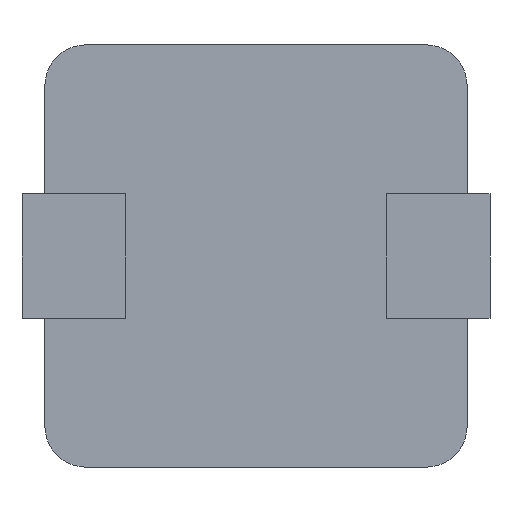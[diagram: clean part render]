
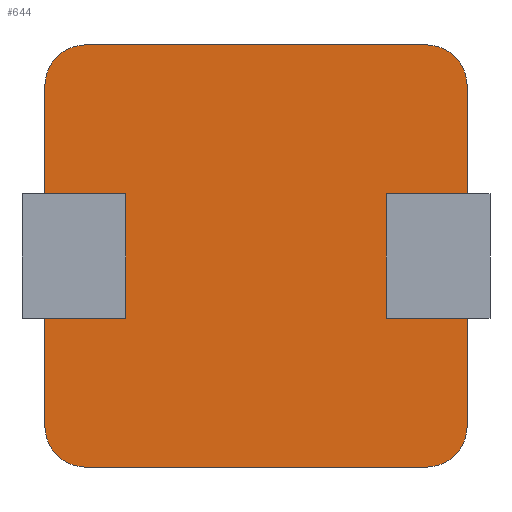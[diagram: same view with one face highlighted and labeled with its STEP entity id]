
A CAD part, front view. The second image highlights one B-rep face of the part: STEP entity #644.
In plain terms, the highlighted planar face has unit normal (0, -1, 0).
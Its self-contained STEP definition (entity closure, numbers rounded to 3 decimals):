
#4 = DIRECTION ( 'NONE',  ( 0., 0., -1. ) ) ;
#16 = ORIENTED_EDGE ( 'NONE', *, *, #455, .F. ) ;
#23 = DIRECTION ( 'NONE',  ( 0., 0., -1. ) ) ;
#24 = VECTOR ( 'NONE', #951, 1000. ) ;
#43 = AXIS2_PLACEMENT_3D ( 'NONE', #943, #351, #1211 ) ;
#44 = CARTESIAN_POINT ( 'NONE',  ( 3.15, 0., -1.5 ) ) ;
#68 = EDGE_CURVE ( 'NONE', #272, #1344, #1268, .T. ) ;
#73 = EDGE_CURVE ( 'NONE', #655, #117, #1060, .T. ) ;
#80 = CARTESIAN_POINT ( 'NONE',  ( 5.1, 0., -1.5 ) ) ;
#105 = CARTESIAN_POINT ( 'NONE',  ( -5.65, 0., -1.5 ) ) ;
#108 = VERTEX_POINT ( 'NONE', #124 ) ;
#111 = DIRECTION ( 'NONE',  ( 0., 0., 1. ) ) ;
#113 = DIRECTION ( 'NONE',  ( 1., 0., 0. ) ) ;
#115 = VECTOR ( 'NONE', #113, 1000. ) ;
#117 = VERTEX_POINT ( 'NONE', #1292 ) ;
#124 = CARTESIAN_POINT ( 'NONE',  ( -5.1, 0., 4.1 ) ) ;
#129 = EDGE_CURVE ( 'NONE', #304, #117, #1118, .T. ) ;
#130 = DIRECTION ( 'NONE',  ( 0., 0., 1. ) ) ;
#145 = EDGE_CURVE ( 'NONE', #1304, #1294, #870, .T. ) ;
#167 = AXIS2_PLACEMENT_3D ( 'NONE', #860, #630, #1273 ) ;
#177 = CARTESIAN_POINT ( 'NONE',  ( 5.1, 0., -4.1 ) ) ;
#181 = CARTESIAN_POINT ( 'NONE',  ( -4.1, 0., 4.1 ) ) ;
#195 = LINE ( 'NONE', #1131, #1302 ) ;
#198 = ORIENTED_EDGE ( 'NONE', *, *, #841, .T. ) ;
#202 = CARTESIAN_POINT ( 'NONE',  ( 5.65, 0., 1.5 ) ) ;
#203 = DIRECTION ( 'NONE',  ( 0., 0., -1. ) ) ;
#209 = EDGE_CURVE ( 'NONE', #372, #272, #544, .T. ) ;
#255 = DIRECTION ( 'NONE',  ( 0., -1., 0. ) ) ;
#272 = VERTEX_POINT ( 'NONE', #804 ) ;
#282 = CARTESIAN_POINT ( 'NONE',  ( 5.1, 0., 5.1 ) ) ;
#285 = VERTEX_POINT ( 'NONE', #1125 ) ;
#304 = VERTEX_POINT ( 'NONE', #799 ) ;
#310 = LINE ( 'NONE', #387, #700 ) ;
#351 = DIRECTION ( 'NONE',  ( 0., -1., 0. ) ) ;
#362 = CIRCLE ( 'NONE', #43, 1. ) ;
#370 = DIRECTION ( 'NONE',  ( -1., 0., 0. ) ) ;
#372 = VERTEX_POINT ( 'NONE', #1319 ) ;
#387 = CARTESIAN_POINT ( 'NONE',  ( -5.1, 0., 5.1 ) ) ;
#411 = ORIENTED_EDGE ( 'NONE', *, *, #1219, .T. ) ;
#423 = VERTEX_POINT ( 'NONE', #1370 ) ;
#451 = CARTESIAN_POINT ( 'NONE',  ( 4.1, 0., 4.1 ) ) ;
#453 = EDGE_CURVE ( 'NONE', #655, #108, #917, .T. ) ;
#454 = VERTEX_POINT ( 'NONE', #624 ) ;
#455 = EDGE_CURVE ( 'NONE', #825, #1168, #1158, .T. ) ;
#470 = FACE_OUTER_BOUND ( 'NONE', #1269, .T. ) ;
#482 = LINE ( 'NONE', #1323, #923 ) ;
#500 = DIRECTION ( 'NONE',  ( 0., 0., 1. ) ) ;
#513 = VECTOR ( 'NONE', #111, 1000. ) ;
#514 = VERTEX_POINT ( 'NONE', #1271 ) ;
#515 = EDGE_CURVE ( 'NONE', #514, #108, #310, .T. ) ;
#516 = AXIS2_PLACEMENT_3D ( 'NONE', #1222, #255, #572 ) ;
#519 = CARTESIAN_POINT ( 'NONE',  ( -5.1, 0., -5.1 ) ) ;
#521 = ORIENTED_EDGE ( 'NONE', *, *, #594, .F. ) ;
#534 = VECTOR ( 'NONE', #130, 1000. ) ;
#538 = ORIENTED_EDGE ( 'NONE', *, *, #453, .T. ) ;
#544 = LINE ( 'NONE', #767, #534 ) ;
#566 = ORIENTED_EDGE ( 'NONE', *, *, #1130, .F. ) ;
#568 = PLANE ( 'NONE',  #516 ) ;
#572 = DIRECTION ( 'NONE',  ( 0., 0., -1. ) ) ;
#594 = EDGE_CURVE ( 'NONE', #1344, #1086, #1098, .T. ) ;
#620 = ORIENTED_EDGE ( 'NONE', *, *, #209, .F. ) ;
#623 = CARTESIAN_POINT ( 'NONE',  ( -3.15, 0., 1.5 ) ) ;
#624 = CARTESIAN_POINT ( 'NONE',  ( 4.1, 0., -5.1 ) ) ;
#626 = DIRECTION ( 'NONE',  ( 1., 0., 0. ) ) ;
#630 = DIRECTION ( 'NONE',  ( 0., -1., 0. ) ) ;
#635 = DIRECTION ( 'NONE',  ( 0., 0., -1. ) ) ;
#644 = ADVANCED_FACE ( 'NONE', ( #470 ), #568, .T. ) ;
#655 = VERTEX_POINT ( 'NONE', #1353 ) ;
#700 = VECTOR ( 'NONE', #500, 1000. ) ;
#717 = ORIENTED_EDGE ( 'NONE', *, *, #723, .F. ) ;
#723 = EDGE_CURVE ( 'NONE', #1086, #514, #482, .T. ) ;
#731 = CARTESIAN_POINT ( 'NONE',  ( 5.1, 0., 5.1 ) ) ;
#762 = DIRECTION ( 'NONE',  ( 0., 0., 1. ) ) ;
#767 = CARTESIAN_POINT ( 'NONE',  ( -5.1, 0., 5.1 ) ) ;
#779 = CARTESIAN_POINT ( 'NONE',  ( 3.15, 0., -1.5 ) ) ;
#799 = CARTESIAN_POINT ( 'NONE',  ( 5.1, 0., 4.1 ) ) ;
#804 = CARTESIAN_POINT ( 'NONE',  ( -5.1, 0., -1.5 ) ) ;
#812 = ORIENTED_EDGE ( 'NONE', *, *, #515, .F. ) ;
#816 = DIRECTION ( 'NONE',  ( 1., 0., 0. ) ) ;
#825 = VERTEX_POINT ( 'NONE', #80 ) ;
#830 = ORIENTED_EDGE ( 'NONE', *, *, #68, .F. ) ;
#838 = LINE ( 'NONE', #202, #1019 ) ;
#841 = EDGE_CURVE ( 'NONE', #372, #423, #1104, .T. ) ;
#851 = AXIS2_PLACEMENT_3D ( 'NONE', #451, #886, #23 ) ;
#860 = CARTESIAN_POINT ( 'NONE',  ( -4.1, 0., -4.1 ) ) ;
#870 = LINE ( 'NONE', #779, #1295 ) ;
#886 = DIRECTION ( 'NONE',  ( 0., -1., 0. ) ) ;
#889 = ORIENTED_EDGE ( 'NONE', *, *, #129, .T. ) ;
#893 = CARTESIAN_POINT ( 'NONE',  ( -5.1, 0., 5.1 ) ) ;
#917 = CIRCLE ( 'NONE', #1100, 1. ) ;
#923 = VECTOR ( 'NONE', #370, 1000. ) ;
#924 = LINE ( 'NONE', #282, #1170 ) ;
#943 = CARTESIAN_POINT ( 'NONE',  ( 4.1, 0., -4.1 ) ) ;
#951 = DIRECTION ( 'NONE',  ( -1., 0., 0. ) ) ;
#991 = VECTOR ( 'NONE', #203, 1000. ) ;
#1019 = VECTOR ( 'NONE', #816, 1000. ) ;
#1026 = ORIENTED_EDGE ( 'NONE', *, *, #1175, .F. ) ;
#1049 = DIRECTION ( 'NONE',  ( -1., 0., 0. ) ) ;
#1060 = LINE ( 'NONE', #893, #115 ) ;
#1076 = EDGE_CURVE ( 'NONE', #1294, #285, #838, .T. ) ;
#1086 = VERTEX_POINT ( 'NONE', #623 ) ;
#1098 = LINE ( 'NONE', #1194, #513 ) ;
#1100 = AXIS2_PLACEMENT_3D ( 'NONE', #181, #1266, #635 ) ;
#1104 = CIRCLE ( 'NONE', #167, 1. ) ;
#1118 = CIRCLE ( 'NONE', #851, 1. ) ;
#1125 = CARTESIAN_POINT ( 'NONE',  ( 5.1, 0., 1.5 ) ) ;
#1128 = ORIENTED_EDGE ( 'NONE', *, *, #1192, .T. ) ;
#1130 = EDGE_CURVE ( 'NONE', #454, #423, #1151, .T. ) ;
#1131 = CARTESIAN_POINT ( 'NONE',  ( 5.65, 0., -1.5 ) ) ;
#1141 = ORIENTED_EDGE ( 'NONE', *, *, #73, .F. ) ;
#1151 = LINE ( 'NONE', #519, #24 ) ;
#1158 = LINE ( 'NONE', #731, #991 ) ;
#1168 = VERTEX_POINT ( 'NONE', #177 ) ;
#1170 = VECTOR ( 'NONE', #4, 1000. ) ;
#1175 = EDGE_CURVE ( 'NONE', #304, #285, #924, .T. ) ;
#1178 = ORIENTED_EDGE ( 'NONE', *, *, #1076, .T. ) ;
#1192 = EDGE_CURVE ( 'NONE', #825, #1304, #195, .T. ) ;
#1194 = CARTESIAN_POINT ( 'NONE',  ( -3.15, 0., -1.5 ) ) ;
#1211 = DIRECTION ( 'NONE',  ( 0., 0., -1. ) ) ;
#1219 = EDGE_CURVE ( 'NONE', #454, #1168, #362, .T. ) ;
#1222 = CARTESIAN_POINT ( 'NONE',  ( 0., 0., 0. ) ) ;
#1225 = ORIENTED_EDGE ( 'NONE', *, *, #145, .T. ) ;
#1248 = VECTOR ( 'NONE', #626, 1000. ) ;
#1266 = DIRECTION ( 'NONE',  ( 0., -1., 0. ) ) ;
#1268 = LINE ( 'NONE', #105, #1248 ) ;
#1269 = EDGE_LOOP ( 'NONE', ( #1141, #538, #812, #717, #521, #830, #620, #198, #566, #411, #16, #1128, #1225, #1178, #1026, #889 ) ) ;
#1271 = CARTESIAN_POINT ( 'NONE',  ( -5.1, 0., 1.5 ) ) ;
#1273 = DIRECTION ( 'NONE',  ( 0., 0., -1. ) ) ;
#1292 = CARTESIAN_POINT ( 'NONE',  ( 4.1, 0., 5.1 ) ) ;
#1294 = VERTEX_POINT ( 'NONE', #1303 ) ;
#1295 = VECTOR ( 'NONE', #762, 1000. ) ;
#1302 = VECTOR ( 'NONE', #1049, 1000. ) ;
#1303 = CARTESIAN_POINT ( 'NONE',  ( 3.15, 0., 1.5 ) ) ;
#1304 = VERTEX_POINT ( 'NONE', #44 ) ;
#1319 = CARTESIAN_POINT ( 'NONE',  ( -5.1, 0., -4.1 ) ) ;
#1323 = CARTESIAN_POINT ( 'NONE',  ( -5.65, 0., 1.5 ) ) ;
#1332 = CARTESIAN_POINT ( 'NONE',  ( -3.15, 0., -1.5 ) ) ;
#1344 = VERTEX_POINT ( 'NONE', #1332 ) ;
#1353 = CARTESIAN_POINT ( 'NONE',  ( -4.1, 0., 5.1 ) ) ;
#1370 = CARTESIAN_POINT ( 'NONE',  ( -4.1, 0., -5.1 ) ) ;
